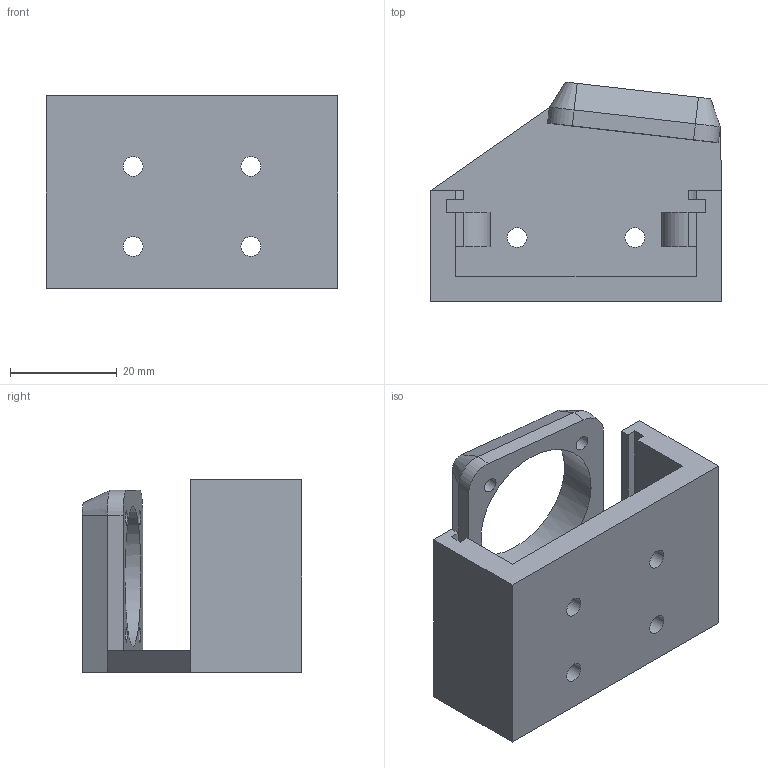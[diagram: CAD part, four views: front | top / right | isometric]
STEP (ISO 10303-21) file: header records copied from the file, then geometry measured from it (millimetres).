
FILE_DESCRIPTION(/* description */ (''),/* implementation_level */ '2;1');
FILE_NAME(/* name */ 'Universal_Mounting_Bracket with Fan.stp',/* time_stamp */ '2017-08-13T22:59:08-04:00',/* author */ (''),/* organization */ (''),/* preprocessor_version */ 'ST-DEVELOPER v14.6',/* originating_system */ '',/* authorisation */ '');
FILE_SCHEMA (('AUTOMOTIVE_DESIGN { 1 2 10303 214 1 1 1 1 }'));
Length unit declared in the file: centimetre
Products named in the file (2): 1234-K789
Bounding box: 54.6 x 41.14 x 36 mm (x, y, z)
Volume: 23404.6 mm3; surface area: 13008.2 mm2
Topology: 1 solids, 1 shells, 58 faces, 165 edges, 109 vertices
Faces by surface type: plane 35, cylinder 21, cone 2
Full cylindrical faces by diameter (mm): 2.8 x6, 3.7 x6, 26.289 x1
Entity records: 1861 total; most frequent: DIRECTION 313, CARTESIAN_POINT 312, ORIENTED_EDGE 294, EDGE_CURVE 147, AXIS2_PLACEMENT_3D 105, VERTEX_POINT 104, LINE 103, VECTOR 103
